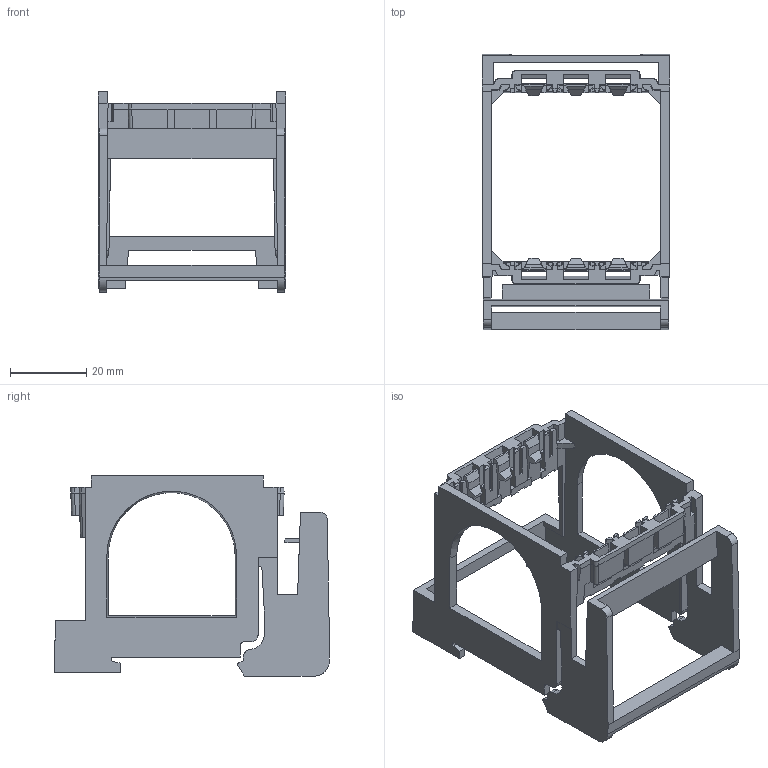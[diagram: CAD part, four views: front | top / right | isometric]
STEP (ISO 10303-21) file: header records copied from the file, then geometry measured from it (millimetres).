
FILE_DESCRIPTION((''),'2;1');
FILE_NAME('50082684BXXX_TAB_SUPPORTO_GUIDA','2021-04-27T12:38:22',('User'),('Axiro Italia'),'CREO PARAMETRIC BY PTC INC, 2020354','CREO PARAMETRIC BY PTC INC, 2020354','');
FILE_SCHEMA(('CONFIG_CONTROL_DESIGN'));
Length unit declared in the file: millimetre
Products named in the file (1): 50082684BXXX_TAB_SUPPORTO_GUIDA
Bounding box: 49.1 x 72.11 x 52.5 mm (x, y, z)
Volume: 13136.5 mm3; surface area: 17451.2 mm2
Topology: 1 solids, 1 shells, 497 faces, 1499 edges, 984 vertices
Faces by surface type: plane 450, cylinder 43, cone 4
Entity records: 17183 total; most frequent: CARTESIAN_POINT 3802, ORIENTED_EDGE 2998, DIRECTION 2439, EDGE_CURVE 1499, VECTOR 1401, LINE 1401, VERTEX_POINT 984, AXIS2_PLACEMENT_3D 519
